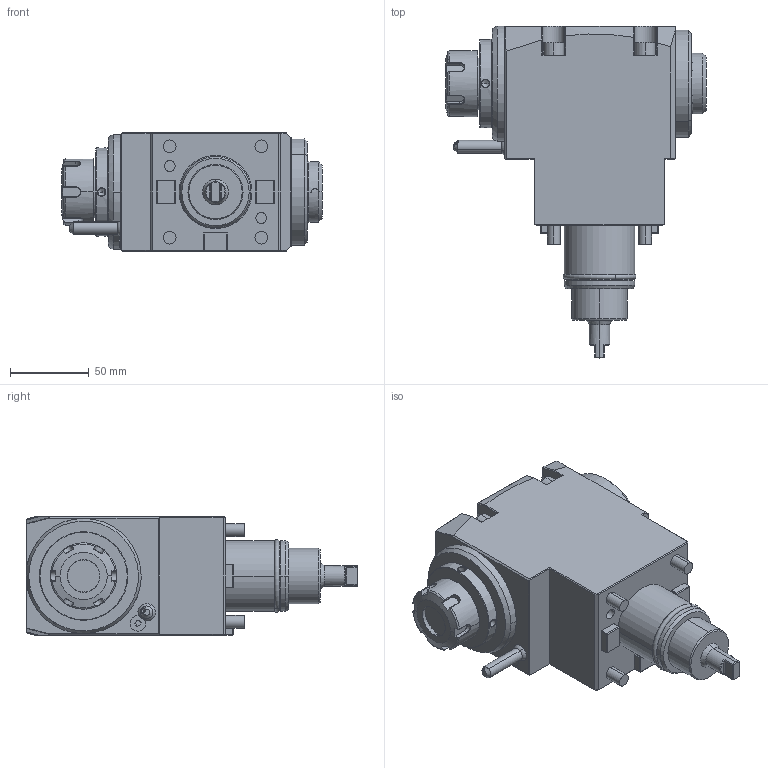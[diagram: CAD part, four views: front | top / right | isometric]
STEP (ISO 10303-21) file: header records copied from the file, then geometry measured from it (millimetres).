
FILE_DESCRIPTION((''),'2;1');
FILE_NAME('NGT2_45_201_25_3_3_90_DO','2023-08-31T',('vali'),('NOVA GRUP'),'PRO/ENGINEER BY PARAMETRIC TECHNOLOGY CORPORATION, 2010280','PRO/ENGINEER BY PARAMETRIC TECHNOLOGY CORPORATION, 2010280','');
FILE_SCHEMA(('CONFIG_CONTROL_DESIGN'));
Length unit declared in the file: millimetre
Products named in the file (1): NGT2_45_201_25_3_3_90_DO
Bounding box: 165.4 x 210.5 x 75 mm (x, y, z)
Volume: 1148726.1 mm3; surface area: 88761.6 mm2
Topology: 1 solids, 1 shells, 383 faces, 943 edges, 584 vertices
Faces by surface type: plane 191, cylinder 85, cone 47, bspline 46, torus 12, sphere 2
Entity records: 15298 total; most frequent: CARTESIAN_POINT 6654, ORIENTED_EDGE 1870, DIRECTION 1610, EDGE_CURVE 935, VERTEX_POINT 584, AXIS2_PLACEMENT_3D 538, VECTOR 534, LINE 534
